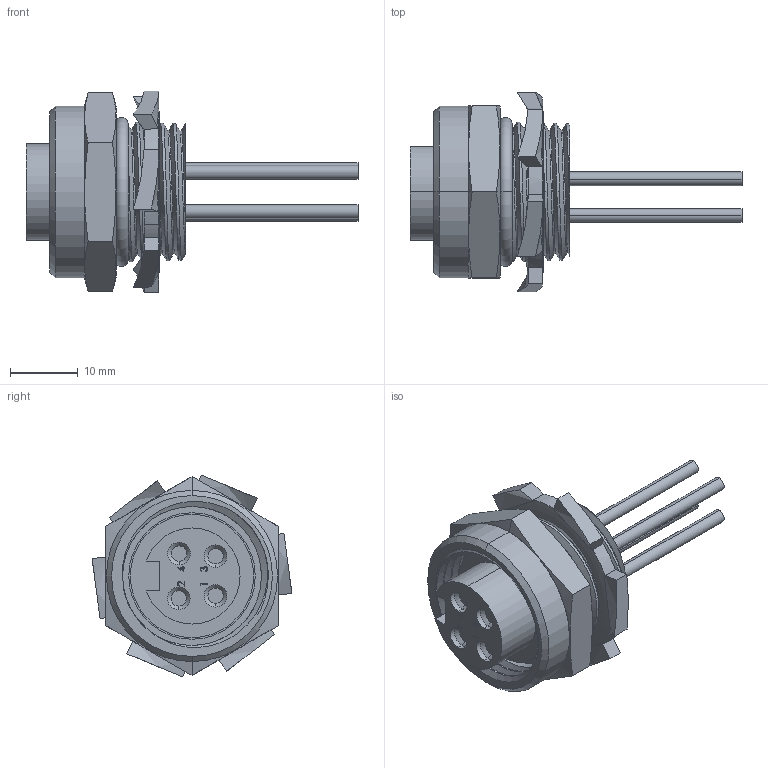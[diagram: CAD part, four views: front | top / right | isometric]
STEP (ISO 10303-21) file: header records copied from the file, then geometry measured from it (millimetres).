
FILE_DESCRIPTION (( 'STEP AP214' ), '1' );
FILE_NAME ('ZP-S1C-4FR-0P3M-18.STEP', '2017-09-29T18:08:42', ( 'Mencom User' ), ( 'Hewlett-Packard Company' ), 'SwSTEP 2.0', 'SolidWorks 2016', '' );
FILE_SCHEMA (( 'AUTOMOTIVE_DESIGN' ));
Length unit declared in the file: millimetre
Products named in the file (1): ZP-S1C-4FR-0P3M-18
Bounding box: 49 x 29.48 x 29.77 mm (x, y, z)
Volume: 8818.1 mm3; surface area: 5683.6 mm2
Topology: 1 solids, 2 shells, 223 faces, 545 edges, 348 vertices
Faces by surface type: plane 91, cylinder 56, bspline 44, cone 24, torus 8
Entity records: 13708 total; most frequent: CARTESIAN_POINT 6463, ORIENTED_EDGE 1090, DIRECTION 849, EDGE_CURVE 545, VERTEX_POINT 348, AXIS2_PLACEMENT_3D 311, EDGE_LOOP 249, VECTOR 227
